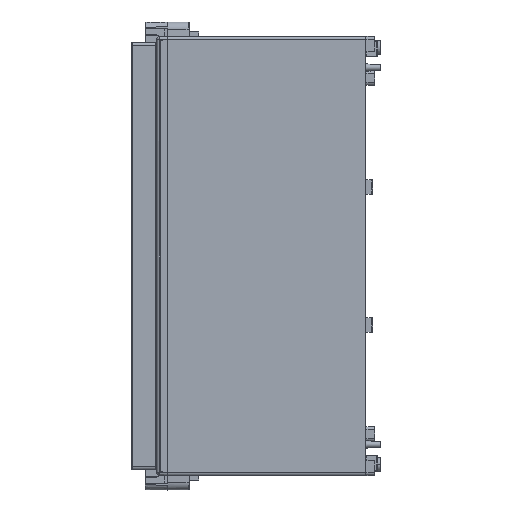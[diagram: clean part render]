
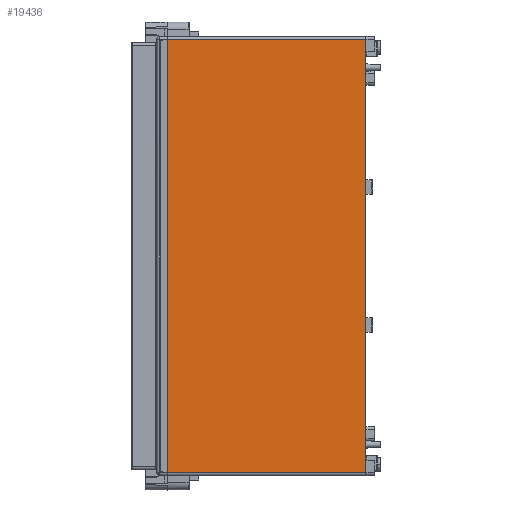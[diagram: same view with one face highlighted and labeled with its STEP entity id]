
A CAD part, left-side view. The second image highlights one B-rep face of the part: STEP entity #19436.
In plain terms, the highlighted planar face has unit normal (-1, 0, 0).
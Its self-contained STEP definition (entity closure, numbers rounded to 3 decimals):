
#1164 = VECTOR ( 'NONE', #10061, 1000. ) ;
#8624 = CARTESIAN_POINT ( 'NONE',  ( 1160.836, 132.144, -123.89 ) ) ;
#8625 = CARTESIAN_POINT ( 'NONE',  ( 1160.836, 132.144, 168.11 ) ) ;
#8802 = CARTESIAN_POINT ( 'NONE',  ( 1160.836, -1.356, -123.89 ) ) ;
#8803 = CARTESIAN_POINT ( 'NONE',  ( 1160.836, -1.356, 168.11 ) ) ;
#10059 = LINE ( 'NONE', #10060, #1164 ) ;
#10060 = CARTESIAN_POINT ( 'NONE',  ( 1160.836, 132.144, 22.11 ) ) ;
#10061 = DIRECTION ( 'NONE',  ( 0., 0., 1. ) ) ;
#11212 = B_SPLINE_CURVE_WITH_KNOTS ( 'NONE', 3,
 ( #17490, #17491, #17492, #17493 ),
 .UNSPECIFIED., .F., .F.,
 ( 4, 4 ),
 ( 0., 1. ),
 .UNSPECIFIED. ) ;
#11213 = B_SPLINE_CURVE_WITH_KNOTS ( 'NONE', 3,
 ( #17494, #17498, #17499, #17500 ),
 .UNSPECIFIED., .F., .F.,
 ( 4, 4 ),
 ( 0., 1. ),
 .UNSPECIFIED. ) ;
#15745 = VECTOR ( 'NONE', #17497, 1000. ) ;
#17490 = CARTESIAN_POINT ( 'NONE',  ( 1160.836, -1.356, -123.89 ) ) ;
#17491 = CARTESIAN_POINT ( 'NONE',  ( 1160.836, 43.144, -123.89 ) ) ;
#17492 = CARTESIAN_POINT ( 'NONE',  ( 1160.836, 87.644, -123.89 ) ) ;
#17493 = CARTESIAN_POINT ( 'NONE',  ( 1160.836, 132.144, -123.89 ) ) ;
#17494 = CARTESIAN_POINT ( 'NONE',  ( 1160.836, 132.144, 168.11 ) ) ;
#17495 = LINE ( 'NONE', #17496, #15745 ) ;
#17496 = CARTESIAN_POINT ( 'NONE',  ( 1160.836, -1.356, 22.11 ) ) ;
#17497 = DIRECTION ( 'NONE',  ( 0., 0., 1. ) ) ;
#17498 = CARTESIAN_POINT ( 'NONE',  ( 1160.836, 87.644, 168.11 ) ) ;
#17499 = CARTESIAN_POINT ( 'NONE',  ( 1160.836, 43.144, 168.11 ) ) ;
#17500 = CARTESIAN_POINT ( 'NONE',  ( 1160.836, -1.356, 168.11 ) ) ;
#19436 = ADVANCED_FACE ( 'NONE', ( #48125 ), #55527, .F. ) ;
#27458 = VERTEX_POINT ( 'NONE', #8624 ) ;
#27459 = VERTEX_POINT ( 'NONE', #8625 ) ;
#27636 = VERTEX_POINT ( 'NONE', #8802 ) ;
#27637 = VERTEX_POINT ( 'NONE', #8803 ) ;
#33325 = EDGE_CURVE ( 'NONE', #27458, #27459, #10059, .T. ) ;
#33910 = EDGE_CURVE ( 'NONE', #27636, #27458, #11212, .T. ) ;
#33911 = EDGE_CURVE ( 'NONE', #27636, #27637, #17495, .T. ) ;
#33912 = EDGE_CURVE ( 'NONE', #27459, #27637, #11213, .T. ) ;
#34774 = EDGE_LOOP ( 'NONE', ( #37471, #37472, #37473, #37477 ) ) ;
#37471 = ORIENTED_EDGE ( 'NONE', *, *, #33325, .F. ) ;
#37472 = ORIENTED_EDGE ( 'NONE', *, *, #33910, .F. ) ;
#37473 = ORIENTED_EDGE ( 'NONE', *, *, #33911, .T. ) ;
#37477 = ORIENTED_EDGE ( 'NONE', *, *, #33912, .F. ) ;
#48125 = FACE_OUTER_BOUND ( 'NONE', #34774, .T. ) ;
#48133 = AXIS2_PLACEMENT_3D ( 'NONE', #55528, #55529, #55530 ) ;
#55527 = PLANE ( 'NONE',  #48133 ) ;
#55528 = CARTESIAN_POINT ( 'NONE',  ( 1160.836, 65.394, 22.11 ) ) ;
#55529 = DIRECTION ( 'NONE',  ( 1., 0., 0. ) ) ;
#55530 = DIRECTION ( 'NONE',  ( 0., 0., -1. ) ) ;
